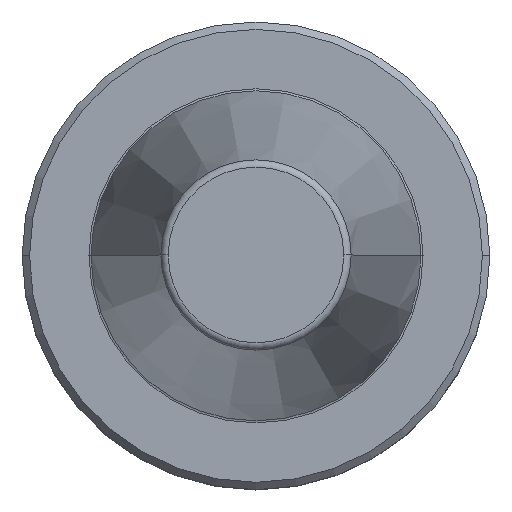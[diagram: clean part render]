
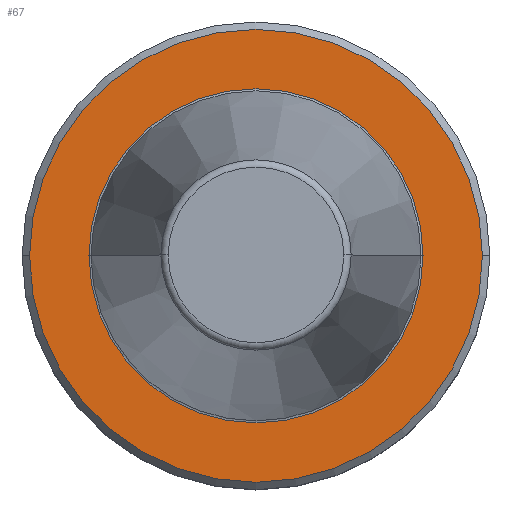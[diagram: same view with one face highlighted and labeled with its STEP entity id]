
A CAD part, top view. The second image highlights one B-rep face of the part: STEP entity #67.
In plain terms, the highlighted planar face has unit normal (0, 0, 1).
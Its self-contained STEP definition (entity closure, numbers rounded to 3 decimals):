
#29 = EDGE_CURVE ( 'NONE', #277, #489, #915, .T. ) ;
#30 = DIRECTION ( 'NONE',  ( 1., 0., 0. ) ) ;
#55 = ORIENTED_EDGE ( 'NONE', *, *, #721, .T. ) ;
#67 = ADVANCED_FACE ( 'NONE', ( #671, #441 ), #1001, .F. ) ;
#88 = CIRCLE ( 'NONE', #639, 22.5 ) ;
#133 = ORIENTED_EDGE ( 'NONE', *, *, #1030, .F. ) ;
#155 = CIRCLE ( 'NONE', #964, 30.5 ) ;
#158 = DIRECTION ( 'NONE',  ( 0., 0., 1. ) ) ;
#231 = CIRCLE ( 'NONE', #335, 30.5 ) ;
#258 = DIRECTION ( 'NONE',  ( -1., 0., 0. ) ) ;
#277 = VERTEX_POINT ( 'NONE', #991 ) ;
#281 = CARTESIAN_POINT ( 'NONE',  ( 0., 0., -1.311 ) ) ;
#314 = CARTESIAN_POINT ( 'NONE',  ( 0., 0., -1.311 ) ) ;
#335 = AXIS2_PLACEMENT_3D ( 'NONE', #281, #878, #374 ) ;
#355 = AXIS2_PLACEMENT_3D ( 'NONE', #818, #683, #258 ) ;
#374 = DIRECTION ( 'NONE',  ( 1., 0., 0. ) ) ;
#383 = AXIS2_PLACEMENT_3D ( 'NONE', #314, #612, #30 ) ;
#427 = ORIENTED_EDGE ( 'NONE', *, *, #916, .T. ) ;
#441 = FACE_OUTER_BOUND ( 'NONE', #872, .T. ) ;
#472 = CARTESIAN_POINT ( 'NONE',  ( 30.5, 0., -1.311 ) ) ;
#489 = VERTEX_POINT ( 'NONE', #681 ) ;
#499 = DIRECTION ( 'NONE',  ( 0., 0., 1. ) ) ;
#593 = CARTESIAN_POINT ( 'NONE',  ( -30.5, 0., -1.311 ) ) ;
#612 = DIRECTION ( 'NONE',  ( 0., 0., 1. ) ) ;
#639 = AXIS2_PLACEMENT_3D ( 'NONE', #674, #158, #762 ) ;
#671 = FACE_BOUND ( 'NONE', #956, .T. ) ;
#674 = CARTESIAN_POINT ( 'NONE',  ( 0., 0., -1.311 ) ) ;
#681 = CARTESIAN_POINT ( 'NONE',  ( -22.5, 0., -1.311 ) ) ;
#683 = DIRECTION ( 'NONE',  ( 0., 0., -1. ) ) ;
#712 = VERTEX_POINT ( 'NONE', #472 ) ;
#721 = EDGE_CURVE ( 'NONE', #1008, #712, #231, .T. ) ;
#762 = DIRECTION ( 'NONE',  ( 1., 0., 0. ) ) ;
#818 = CARTESIAN_POINT ( 'NONE',  ( 0., 30.5, -1.311 ) ) ;
#872 = EDGE_LOOP ( 'NONE', ( #55, #427 ) ) ;
#878 = DIRECTION ( 'NONE',  ( 0., 0., 1. ) ) ;
#915 = CIRCLE ( 'NONE', #383, 22.5 ) ;
#916 = EDGE_CURVE ( 'NONE', #712, #1008, #155, .T. ) ;
#949 = ORIENTED_EDGE ( 'NONE', *, *, #29, .F. ) ;
#956 = EDGE_LOOP ( 'NONE', ( #949, #133 ) ) ;
#964 = AXIS2_PLACEMENT_3D ( 'NONE', #972, #499, #1047 ) ;
#972 = CARTESIAN_POINT ( 'NONE',  ( 0., 0., -1.311 ) ) ;
#991 = CARTESIAN_POINT ( 'NONE',  ( 22.5, 0., -1.311 ) ) ;
#1001 = PLANE ( 'NONE',  #355 ) ;
#1008 = VERTEX_POINT ( 'NONE', #593 ) ;
#1030 = EDGE_CURVE ( 'NONE', #489, #277, #88, .T. ) ;
#1047 = DIRECTION ( 'NONE',  ( 1., 0., 0. ) ) ;
